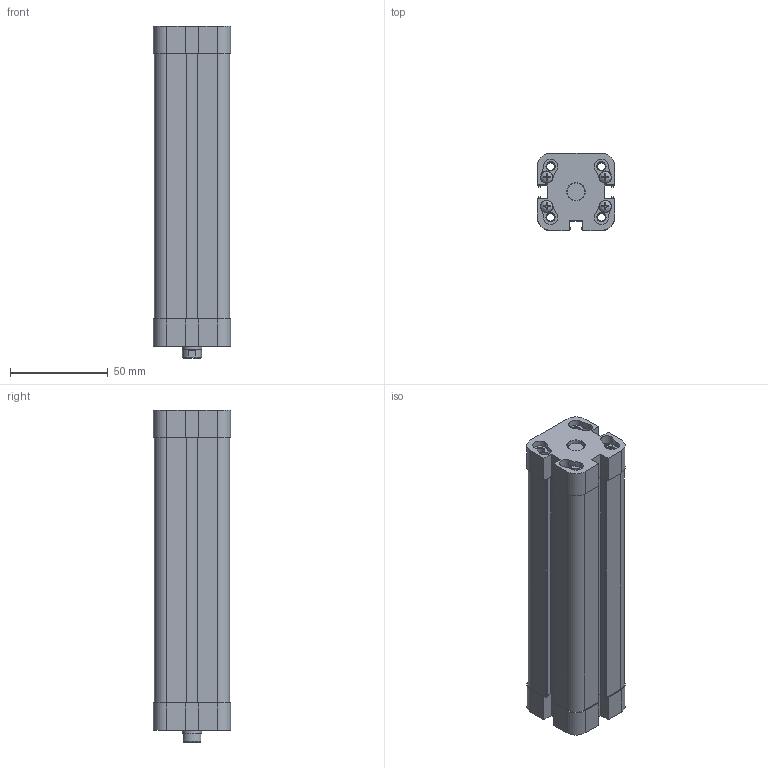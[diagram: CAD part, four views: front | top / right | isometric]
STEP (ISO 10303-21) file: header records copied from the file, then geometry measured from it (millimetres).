
FILE_DESCRIPTION(/* description */ (''),/* implementation_level */ '2;1');
FILE_NAME(/* name */ 'nad_25-125.stp',/* time_stamp */ '2017-08-15T14:01:00+02:00',/* author */ ('leitheußer'),/* organization */ (''),/* preprocessor_version */ 'ST-DEVELOPER v15.6',/* originating_system */ 'Autodesk Inventor LT ',/* authorisation */ '');
FILE_SCHEMA (('AUTOMOTIVE_DESIGN { 1 0 10303 214 3 1 1 }'));
Length unit declared in the file: millimetre
Products named in the file (1): CDEM25_125_KNF
Bounding box: 39.5 x 39.5 x 170 mm (x, y, z)
Volume: 127204.4 mm3; surface area: 87175.9 mm2
Topology: 22 solids, 22 shells, 623 faces, 1561 edges, 1020 vertices
Faces by surface type: plane 328, cylinder 207, cone 71, torus 9, bspline 8
Full cylindrical faces by diameter (mm): 1.5 x2, 2.7 x8, 3 x8, 3.7 x8, 4.134 x11, 4.7 x2, 4.917 x1, 5 x5, 5.2 x1, 6 x8, 6.3 x8, 9 x1, 9.8 x1, 10 x4, 10.302 x1, 11.4 x1, 11.595 x1, 12 x3, 12.643 x1, 13 x2, 14 x2, 15.5 x1, 18 x2, 22.5 x2, 23.858 x1, 24.95 x3, 25 x3, 27.4 x2
Entity records: 18403 total; most frequent: CARTESIAN_POINT 3822, DIRECTION 3136, ORIENTED_EDGE 2728, EDGE_CURVE 1364, AXIS2_PLACEMENT_3D 1258, VERTEX_POINT 984, EDGE_LOOP 894, CIRCLE 640
